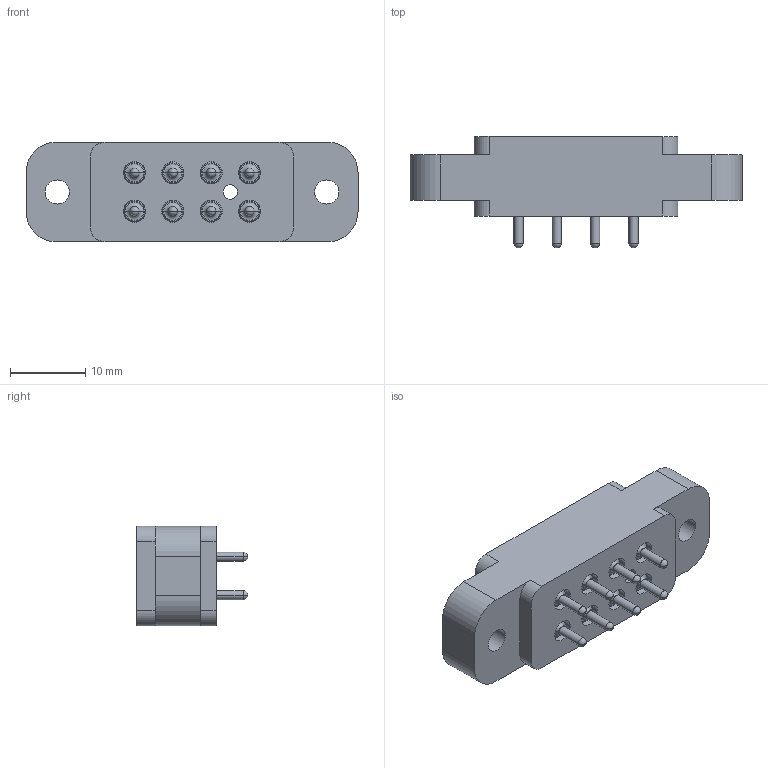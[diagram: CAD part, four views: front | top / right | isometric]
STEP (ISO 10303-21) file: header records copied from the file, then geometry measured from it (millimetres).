
FILE_DESCRIPTION((''),'2;1');
FILE_NAME('00150182102','2019-12-04T',('presta_be4'),(''),'CREO PARAMETRIC BY PTC INC, 2018360','CREO PARAMETRIC BY PTC INC, 2018360','');
FILE_SCHEMA(('CONFIG_CONTROL_DESIGN'));
Length unit declared in the file: millimetre
Products named in the file (1): 00150182102
Bounding box: 44 x 14.8 x 13.2 mm (x, y, z)
Volume: 4590.2 mm3; surface area: 4276 mm2
Topology: 1 solids, 1 shells, 689 faces, 1821 edges, 1170 vertices
Faces by surface type: plane 411, cylinder 146, cone 66, torus 50, sphere 16
Entity records: 22323 total; most frequent: CARTESIAN_POINT 5040, DIRECTION 3625, ORIENTED_EDGE 3578, EDGE_CURVE 1789, AXIS2_PLACEMENT_3D 1243, VERTEX_POINT 1170, VECTOR 1139, LINE 1139
